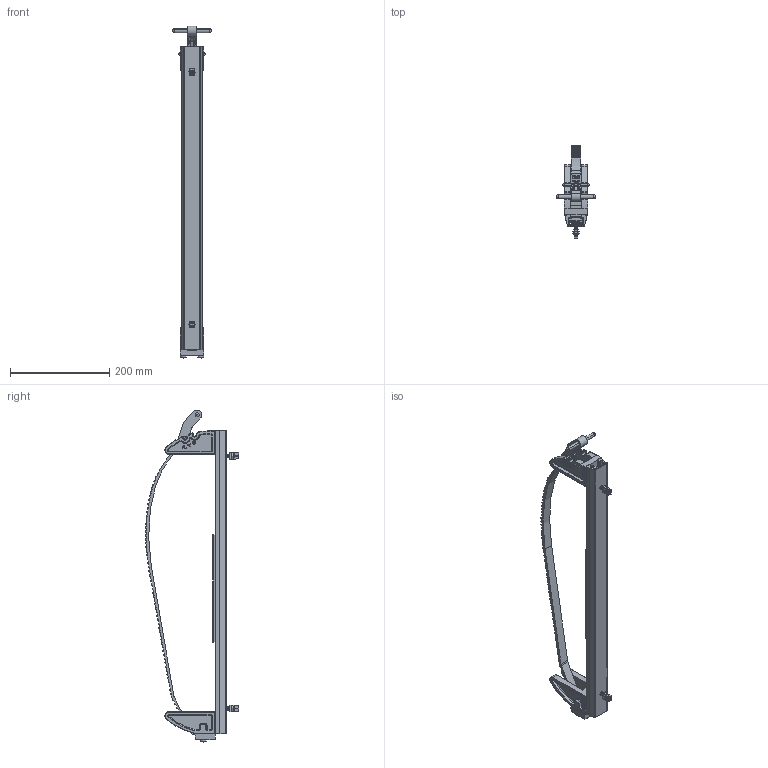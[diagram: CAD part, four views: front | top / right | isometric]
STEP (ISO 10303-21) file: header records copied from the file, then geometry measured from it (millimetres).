
FILE_DESCRIPTION (( 'STEP AP203' ), '1' );
FILE_NAME ('K5060.STEP', '2018-02-16T20:24:49', ( 'admin' ), ( 'Hewlett-Packard Company' ), 'SwSTEP 2.0', 'SolidWorks 2017', '' );
FILE_SCHEMA (( 'CONFIG_CONTROL_DESIGN' ));
Length unit declared in the file: inch
Products named in the file (15): 7029_18; 2075; 2069LN_MSHXNUT 0.250-20-S-N; 2073; 2035n_20; 3017_HFBOLT 0.25-20x1.25x0.75-C; 3024_collapsed; 2010_compressed; K5060; 2008-1 - IN USE SAM; 1006-3-  ; 2049; 2019-24_24; 7016; 2074
Assembly tree (24 placements, depth 3):
  K5060
    2019-24_24
    2074
    2075
    2073
    3017_HFBOLT 0.25-20x1.25x0.75-C  x4
    2010_compressed  x2
    2008-1 - IN USE SAM
    1006-3-  
    7029_18
      2049  x2
      7016  x2
    2035n_20
      3017_HFBOLT 0.25-20x1.25x0.75-C  x2
      2069LN_MSHXNUT 0.250-20-S-N  x2
    3024_collapsed  x2
Bounding box: 78.89 x 187.05 x 667.51 mm (x, y, z)
Volume: 539994.5 mm3; surface area: 280824.1 mm2
Topology: 26 solids, 26 shells, 2372 faces, 6077 edges, 3767 vertices
Faces by surface type: cylinder 743, cone 664, plane 639, torus 190, bspline 120, sphere 16
Entity records: 47954 total; most frequent: CARTESIAN_POINT 12658, DIRECTION 7209, ORIENTED_EDGE 7006, EDGE_CURVE 3503, AXIS2_PLACEMENT_3D 2725, VERTEX_POINT 2183, VECTOR 1759, LINE 1759
